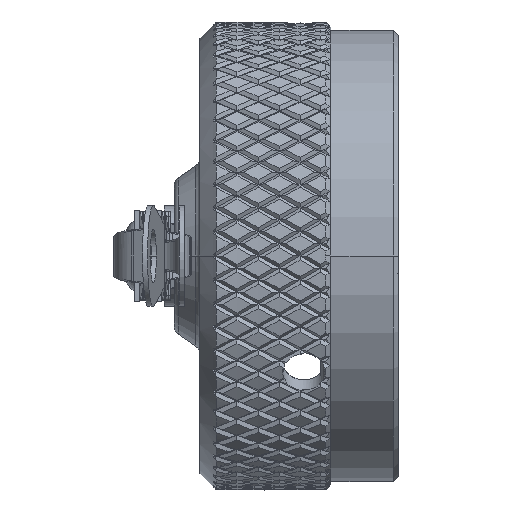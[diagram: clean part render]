
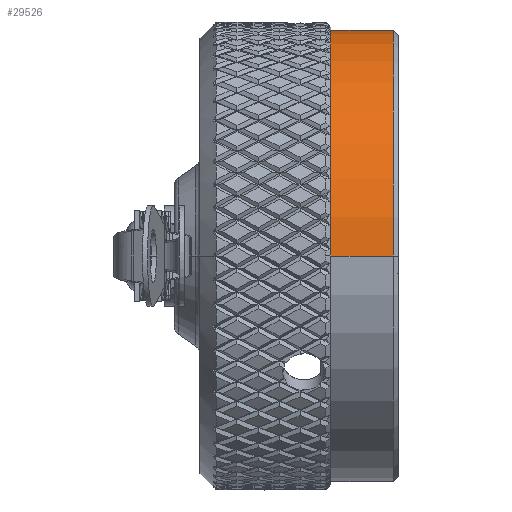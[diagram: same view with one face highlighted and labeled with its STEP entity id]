
A CAD part, left-side view. The second image highlights one B-rep face of the part: STEP entity #29526.
In plain terms, the highlighted cylindrical face has radius 13.4 mm (diameter 26.8 mm), a partial arc.
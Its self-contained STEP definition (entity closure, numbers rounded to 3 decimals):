
#2=CARTESIAN_POINT('',(0.,0.3,0.));
#3=DIRECTION('',(0.,1.,0.));
#4=DIRECTION('',(-1.,0.,0.));
#5=AXIS2_PLACEMENT_3D('',#2,#3,#4);
#20=DIRECTION('',(0.,1.,0.));
#21=VECTOR('',#20,3.7);
#22=CARTESIAN_POINT('',(13.4,0.3,
0.));
#23=LINE('',#22,#21);
#24=DIRECTION('',(0.,1.,0.));
#25=VECTOR('',#24,3.7);
#26=CARTESIAN_POINT('',(-13.4,0.3,
0.));
#27=LINE('',#26,#25);
#33=CARTESIAN_POINT('',(0.,4.,0.));
#34=DIRECTION('',(0.,-1.,0.));
#35=DIRECTION('',(1.,0.,0.));
#36=AXIS2_PLACEMENT_3D('',#33,#34,#35);
#26983=CARTESIAN_POINT('',(13.4,4.,0.));
#26984=CARTESIAN_POINT('',(-13.4,4.,0.));
#26985=VERTEX_POINT('',#26983);
#26986=VERTEX_POINT('',#26984);
#29479=CARTESIAN_POINT('',(13.4,0.3,0.));
#29480=CARTESIAN_POINT('',(-13.4,0.3,0.));
#29481=VERTEX_POINT('',#29479);
#29482=VERTEX_POINT('',#29480);
#29511=CARTESIAN_POINT('',(0.,18.9,0.));
#29512=DIRECTION('',(0.,-1.,0.));
#29513=DIRECTION('',(-1.,0.,0.));
#29514=AXIS2_PLACEMENT_3D('',#29511,#29512,#29513);
#29515=CYLINDRICAL_SURFACE('',#29514,13.4);
#29517=ORIENTED_EDGE('',*,*,#29516,.F.);
#29519=ORIENTED_EDGE('',*,*,#29518,.T.);
#29521=ORIENTED_EDGE('',*,*,#29520,.F.);
#29523=ORIENTED_EDGE('',*,*,#29522,.F.);
#29524=EDGE_LOOP('',(#29517,#29519,#29521,#29523));
#29525=FACE_OUTER_BOUND('',#29524,.F.);
#29526=ADVANCED_FACE('',(#29525),#29515,.T.);
#6=CIRCLE('',#5,13.4);
#37=CIRCLE('',#36,13.4);
#29516=EDGE_CURVE('',#29482,#29481,#6,.T.);
#29518=EDGE_CURVE('',#29482,#26986,#27,.T.);
#29520=EDGE_CURVE('',#26985,#26986,#37,.T.);
#29522=EDGE_CURVE('',#29481,#26985,#23,.T.);
